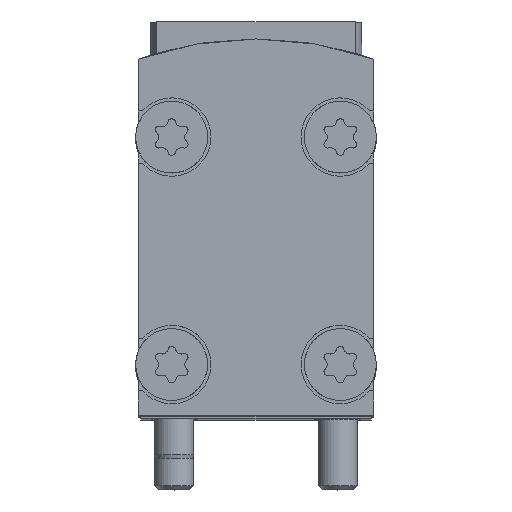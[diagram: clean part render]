
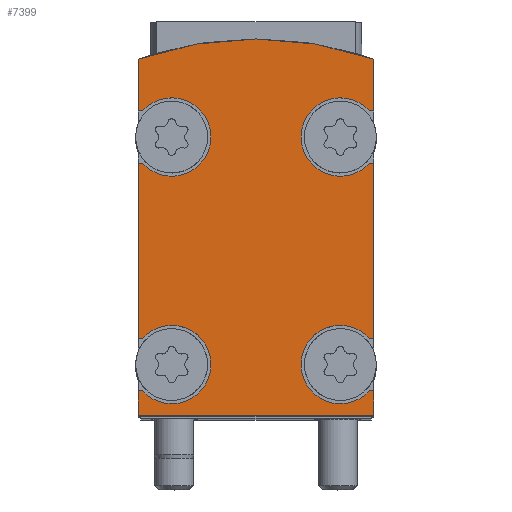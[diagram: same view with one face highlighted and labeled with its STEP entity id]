
A CAD part, top view. The second image highlights one B-rep face of the part: STEP entity #7399.
In plain terms, the highlighted planar face has unit normal (0, 0, 1).
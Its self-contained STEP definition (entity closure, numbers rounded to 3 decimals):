
#41=PLANE('',#7833);
#209=LINE('',#10394,#629);
#212=LINE('',#10399,#632);
#218=LINE('',#10411,#638);
#224=LINE('',#10424,#644);
#227=LINE('',#10429,#647);
#233=LINE('',#10441,#653);
#237=LINE('',#10452,#657);
#238=LINE('',#10453,#658);
#239=LINE('',#10457,#659);
#240=LINE('',#10458,#660);
#241=LINE('',#10459,#661);
#242=LINE('',#10463,#662);
#243=LINE('',#10464,#663);
#244=LINE('',#10468,#664);
#245=LINE('',#10469,#665);
#629=VECTOR('',#8629,1000.);
#632=VECTOR('',#8632,1000.);
#638=VECTOR('',#8638,1000.);
#644=VECTOR('',#8646,1000.);
#647=VECTOR('',#8649,1000.);
#653=VECTOR('',#8655,1000.);
#657=VECTOR('',#8663,1000.);
#658=VECTOR('',#8664,1000.);
#659=VECTOR('',#8667,1000.);
#660=VECTOR('',#8668,1000.);
#661=VECTOR('',#8669,1000.);
#662=VECTOR('',#8672,1000.);
#663=VECTOR('',#8673,1000.);
#664=VECTOR('',#8676,1000.);
#665=VECTOR('',#8677,1000.);
#1195=ORIENTED_EDGE('',*,*,#2751,.F.);
#1196=ORIENTED_EDGE('',*,*,#2752,.T.);
#1197=ORIENTED_EDGE('',*,*,#2732,.T.);
#1198=ORIENTED_EDGE('',*,*,#2753,.T.);
#1199=ORIENTED_EDGE('',*,*,#2754,.F.);
#1200=ORIENTED_EDGE('',*,*,#2755,.T.);
#1201=ORIENTED_EDGE('',*,*,#2726,.T.);
#1202=ORIENTED_EDGE('',*,*,#2756,.T.);
#1203=ORIENTED_EDGE('',*,*,#2738,.T.);
#1204=ORIENTED_EDGE('',*,*,#2757,.T.);
#1205=ORIENTED_EDGE('',*,*,#2758,.F.);
#1206=ORIENTED_EDGE('',*,*,#2759,.T.);
#1207=ORIENTED_EDGE('',*,*,#2747,.T.);
#1208=ORIENTED_EDGE('',*,*,#2760,.T.);
#1209=ORIENTED_EDGE('',*,*,#2761,.F.);
#1210=ORIENTED_EDGE('',*,*,#2762,.T.);
#1211=ORIENTED_EDGE('',*,*,#2741,.T.);
#1212=ORIENTED_EDGE('',*,*,#2608,.T.);
#1213=ORIENTED_EDGE('',*,*,#2723,.T.);
#1214=ORIENTED_EDGE('',*,*,#2763,.T.);
#2608=EDGE_CURVE('',#3384,#3387,#3906,.T.);
#2723=EDGE_CURVE('',#3387,#3502,#209,.T.);
#2726=EDGE_CURVE('',#3505,#3504,#212,.T.);
#2732=EDGE_CURVE('',#3511,#3510,#218,.T.);
#2738=EDGE_CURVE('',#3517,#3516,#224,.T.);
#2741=EDGE_CURVE('',#3519,#3384,#227,.T.);
#2747=EDGE_CURVE('',#3525,#3524,#233,.T.);
#2751=EDGE_CURVE('',#3528,#3529,#4013,.T.);
#2752=EDGE_CURVE('',#3528,#3511,#237,.T.);
#2753=EDGE_CURVE('',#3510,#3530,#238,.T.);
#2754=EDGE_CURVE('',#3531,#3530,#4014,.T.);
#2755=EDGE_CURVE('',#3531,#3505,#239,.T.);
#2756=EDGE_CURVE('',#3504,#3517,#240,.T.);
#2757=EDGE_CURVE('',#3516,#3532,#241,.T.);
#2758=EDGE_CURVE('',#3533,#3532,#4015,.T.);
#2759=EDGE_CURVE('',#3533,#3525,#242,.T.);
#2760=EDGE_CURVE('',#3524,#3534,#243,.T.);
#2761=EDGE_CURVE('',#3535,#3534,#4016,.T.);
#2762=EDGE_CURVE('',#3535,#3519,#244,.T.);
#2763=EDGE_CURVE('',#3502,#3529,#245,.T.);
#3384=VERTEX_POINT('',#10141);
#3387=VERTEX_POINT('',#10146);
#3502=VERTEX_POINT('',#10393);
#3504=VERTEX_POINT('',#10398);
#3505=VERTEX_POINT('',#10400);
#3510=VERTEX_POINT('',#10410);
#3511=VERTEX_POINT('',#10412);
#3516=VERTEX_POINT('',#10423);
#3517=VERTEX_POINT('',#10425);
#3519=VERTEX_POINT('',#10430);
#3524=VERTEX_POINT('',#10440);
#3525=VERTEX_POINT('',#10442);
#3528=VERTEX_POINT('',#10450);
#3529=VERTEX_POINT('',#10451);
#3530=VERTEX_POINT('',#10454);
#3531=VERTEX_POINT('',#10456);
#3532=VERTEX_POINT('',#10460);
#3533=VERTEX_POINT('',#10462);
#3534=VERTEX_POINT('',#10465);
#3535=VERTEX_POINT('',#10467);
#3906=CIRCLE('',#7716,27.);
#4013=CIRCLE('',#7834,3.);
#4014=CIRCLE('',#7835,3.);
#4015=CIRCLE('',#7836,3.);
#4016=CIRCLE('',#7837,3.);
#4264=EDGE_LOOP('',(#1195,#1196,#1197,#1198,#1199,#1200,#1201,#1202,#1203,
#1204,#1205,#1206,#1207,#1208,#1209,#1210,#1211,#1212,#1213,#1214));
#4646=FACE_BOUND('',#4264,.T.);
#7399=ADVANCED_FACE('',(#4646),#41,.T.);
#7716=AXIS2_PLACEMENT_3D('',#10147,#8391,#8392);
#7833=AXIS2_PLACEMENT_3D('',#10448,#8659,#8660);
#7834=AXIS2_PLACEMENT_3D('',#10449,#8661,#8662);
#7835=AXIS2_PLACEMENT_3D('',#10455,#8665,#8666);
#7836=AXIS2_PLACEMENT_3D('',#10461,#8670,#8671);
#7837=AXIS2_PLACEMENT_3D('',#10466,#8674,#8675);
#8391=DIRECTION('',(0.,0.,1.));
#8392=DIRECTION('',(1.,0.,0.));
#8629=DIRECTION('',(0.,-1.,0.));
#8632=DIRECTION('',(0.,-1.,0.));
#8638=DIRECTION('',(0.,-1.,0.));
#8646=DIRECTION('',(0.,1.,0.));
#8649=DIRECTION('',(0.,1.,0.));
#8655=DIRECTION('',(0.,1.,0.));
#8659=DIRECTION('',(0.,0.,1.));
#8660=DIRECTION('',(1.,0.,0.));
#8661=DIRECTION('',(0.,0.,1.));
#8662=DIRECTION('',(1.,0.,0.));
#8663=DIRECTION('',(-1.,0.,0.));
#8664=DIRECTION('',(1.,0.,0.));
#8665=DIRECTION('',(0.,0.,1.));
#8666=DIRECTION('',(1.,0.,0.));
#8667=DIRECTION('',(-1.,0.,0.));
#8668=DIRECTION('',(1.,0.,0.));
#8669=DIRECTION('',(-1.,0.,0.));
#8670=DIRECTION('',(0.,0.,1.));
#8671=DIRECTION('',(1.,0.,0.));
#8672=DIRECTION('',(1.,0.,0.));
#8673=DIRECTION('',(-1.,0.,0.));
#8674=DIRECTION('',(0.,0.,1.));
#8675=DIRECTION('',(1.,0.,0.));
#8676=DIRECTION('',(1.,0.,0.));
#8677=DIRECTION('',(1.,0.,0.));
#10141=CARTESIAN_POINT('',(9.,27.456,53.9));
#10146=CARTESIAN_POINT('',(-9.,27.456,53.9));
#10147=CARTESIAN_POINT('',(0.,2.,53.9));
#10393=CARTESIAN_POINT('',(-9.,23.5,53.9));
#10394=CARTESIAN_POINT('',(-9.,27.456,53.9));
#10398=CARTESIAN_POINT('',(-9.,0.2,53.9));
#10399=CARTESIAN_POINT('',(-9.,27.456,53.9));
#10400=CARTESIAN_POINT('',(-9.,2.1,53.9));
#10410=CARTESIAN_POINT('',(-9.,6.1,53.9));
#10411=CARTESIAN_POINT('',(-9.,27.456,53.9));
#10412=CARTESIAN_POINT('',(-9.,19.5,53.9));
#10423=CARTESIAN_POINT('',(9.,2.1,53.9));
#10424=CARTESIAN_POINT('',(9.,0.2,53.9));
#10425=CARTESIAN_POINT('',(9.,0.2,53.9));
#10429=CARTESIAN_POINT('',(9.,0.2,53.9));
#10430=CARTESIAN_POINT('',(9.,23.5,53.9));
#10440=CARTESIAN_POINT('',(9.,19.5,53.9));
#10441=CARTESIAN_POINT('',(9.,0.2,53.9));
#10442=CARTESIAN_POINT('',(9.,6.1,53.9));
#10448=CARTESIAN_POINT('',(0.,2.,53.9));
#10449=CARTESIAN_POINT('',(-6.45,21.5,53.9));
#10450=CARTESIAN_POINT('',(-8.686,19.5,53.9));
#10451=CARTESIAN_POINT('',(-8.686,23.5,53.9));
#10452=CARTESIAN_POINT('',(-8.686,19.5,53.9));
#10453=CARTESIAN_POINT('',(-9.,6.1,53.9));
#10454=CARTESIAN_POINT('',(-8.686,6.1,53.9));
#10455=CARTESIAN_POINT('',(-6.45,4.1,53.9));
#10456=CARTESIAN_POINT('',(-8.686,2.1,53.9));
#10457=CARTESIAN_POINT('',(-8.686,2.1,53.9));
#10458=CARTESIAN_POINT('',(-9.,0.2,53.9));
#10459=CARTESIAN_POINT('',(9.,2.1,53.9));
#10460=CARTESIAN_POINT('',(8.686,2.1,53.9));
#10461=CARTESIAN_POINT('',(6.45,4.1,53.9));
#10462=CARTESIAN_POINT('',(8.686,6.1,53.9));
#10463=CARTESIAN_POINT('',(8.686,6.1,53.9));
#10464=CARTESIAN_POINT('',(9.,19.5,53.9));
#10465=CARTESIAN_POINT('',(8.686,19.5,53.9));
#10466=CARTESIAN_POINT('',(6.45,21.5,53.9));
#10467=CARTESIAN_POINT('',(8.686,23.5,53.9));
#10468=CARTESIAN_POINT('',(8.686,23.5,53.9));
#10469=CARTESIAN_POINT('',(-9.,23.5,53.9));
